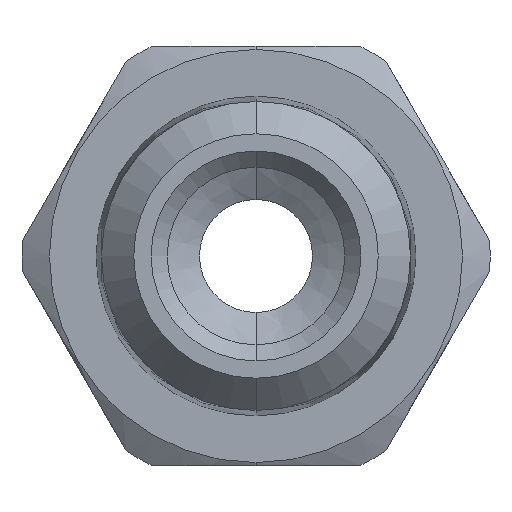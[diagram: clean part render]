
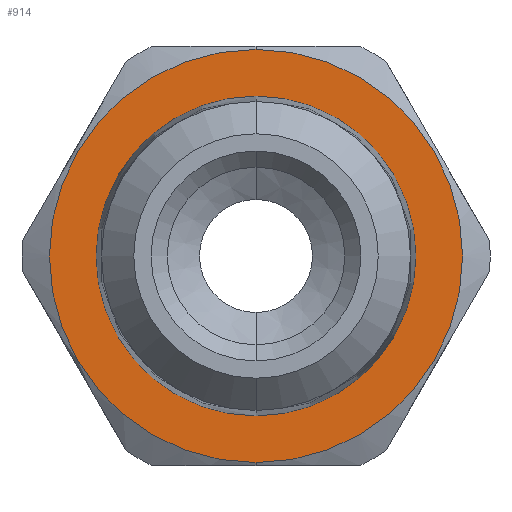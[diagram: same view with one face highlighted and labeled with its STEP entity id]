
A CAD part, front view. The second image highlights one B-rep face of the part: STEP entity #914.
In plain terms, the highlighted planar face has unit normal (0, -1, 0).
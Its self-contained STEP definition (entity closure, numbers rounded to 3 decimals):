
#174 = DIRECTION ( 'NONE',  ( 0., 0., -1. ) ) ;
#304 = DIRECTION ( 'NONE',  ( 0., -1., 0. ) ) ;
#420 = AXIS2_PLACEMENT_3D ( 'NONE', #1722, #304, #1493 ) ;
#449 = PLANE ( 'NONE',  #481 ) ;
#481 = AXIS2_PLACEMENT_3D ( 'NONE', #530, #1948, #1972 ) ;
#530 = CARTESIAN_POINT ( 'NONE',  ( 5.25, -15.8, 0. ) ) ;
#602 = CARTESIAN_POINT ( 'NONE',  ( 0., -15.8, 0. ) ) ;
#839 = DIRECTION ( 'NONE',  ( 0., -1., 0. ) ) ;
#914 = ADVANCED_FACE ( 'NONE', ( #1504, #1763 ), #449, .T. ) ;
#956 = EDGE_CURVE ( 'NONE', #1385, #1685, #2051, .T. ) ;
#1036 = DIRECTION ( 'NONE',  ( 0., -1., 0. ) ) ;
#1112 = CARTESIAN_POINT ( 'NONE',  ( 0., -15.8, 6.4 ) ) ;
#1132 = CARTESIAN_POINT ( 'NONE',  ( 0., -15.8, 4.954 ) ) ;
#1206 = VERTEX_POINT ( 'NONE', #1112 ) ;
#1218 = CIRCLE ( 'NONE', #2592, 6.4 ) ;
#1326 = ORIENTED_EDGE ( 'NONE', *, *, #2236, .T. ) ;
#1385 = VERTEX_POINT ( 'NONE', #1132 ) ;
#1493 = DIRECTION ( 'NONE',  ( 0., 0., -1. ) ) ;
#1504 = FACE_OUTER_BOUND ( 'NONE', #1777, .T. ) ;
#1633 = AXIS2_PLACEMENT_3D ( 'NONE', #2575, #3042, #2791 ) ;
#1685 = VERTEX_POINT ( 'NONE', #2314 ) ;
#1722 = CARTESIAN_POINT ( 'NONE',  ( 0., -15.8, 0. ) ) ;
#1763 = FACE_BOUND ( 'NONE', #2389, .T. ) ;
#1777 = EDGE_LOOP ( 'NONE', ( #2240, #1326 ) ) ;
#1898 = EDGE_CURVE ( 'NONE', #1685, #1385, #2678, .T. ) ;
#1948 = DIRECTION ( 'NONE',  ( 0., -1., 0. ) ) ;
#1960 = ORIENTED_EDGE ( 'NONE', *, *, #956, .F. ) ;
#1972 = DIRECTION ( 'NONE',  ( 0., 0., -1. ) ) ;
#2051 = CIRCLE ( 'NONE', #420, 4.954 ) ;
#2184 = CIRCLE ( 'NONE', #2427, 6.4 ) ;
#2195 = CARTESIAN_POINT ( 'NONE',  ( 0., -15.8, 0. ) ) ;
#2236 = EDGE_CURVE ( 'NONE', #2879, #1206, #2184, .T. ) ;
#2240 = ORIENTED_EDGE ( 'NONE', *, *, #2588, .T. ) ;
#2314 = CARTESIAN_POINT ( 'NONE',  ( 0., -15.8, -4.954 ) ) ;
#2389 = EDGE_LOOP ( 'NONE', ( #1960, #2739 ) ) ;
#2427 = AXIS2_PLACEMENT_3D ( 'NONE', #602, #839, #174 ) ;
#2466 = DIRECTION ( 'NONE',  ( 0., 0., -1. ) ) ;
#2575 = CARTESIAN_POINT ( 'NONE',  ( 0., -15.8, 0. ) ) ;
#2588 = EDGE_CURVE ( 'NONE', #1206, #2879, #1218, .T. ) ;
#2592 = AXIS2_PLACEMENT_3D ( 'NONE', #2195, #1036, #2466 ) ;
#2678 = CIRCLE ( 'NONE', #1633, 4.954 ) ;
#2739 = ORIENTED_EDGE ( 'NONE', *, *, #1898, .F. ) ;
#2791 = DIRECTION ( 'NONE',  ( 0., 0., -1. ) ) ;
#2879 = VERTEX_POINT ( 'NONE', #3019 ) ;
#3019 = CARTESIAN_POINT ( 'NONE',  ( 0., -15.8, -6.4 ) ) ;
#3042 = DIRECTION ( 'NONE',  ( 0., -1., 0. ) ) ;
